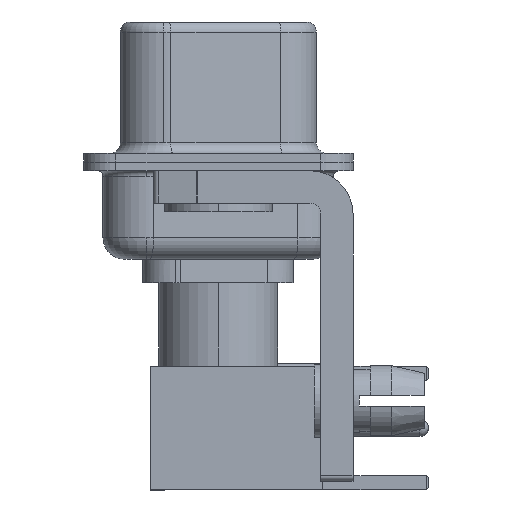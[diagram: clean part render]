
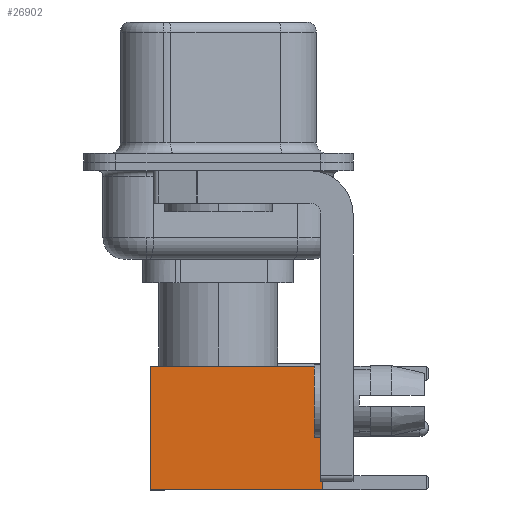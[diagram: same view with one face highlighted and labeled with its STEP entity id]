
A CAD part, left-side view. The second image highlights one B-rep face of the part: STEP entity #26902.
In plain terms, the highlighted face is planar.
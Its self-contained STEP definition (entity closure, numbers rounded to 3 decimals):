
#1566 = EDGE_CURVE ( 'NONE', #24645, #3338, #22154, .T. ) ;
#2953 = ORIENTED_EDGE ( 'NONE', *, *, #25686, .T. ) ;
#3338 = VERTEX_POINT ( 'NONE', #4847 ) ;
#3476 = CARTESIAN_POINT ( 'NONE',  ( 2.875, 2.875, 8. ) ) ;
#4711 = LINE ( 'NONE', #15546, #10207 ) ;
#4845 = FACE_OUTER_BOUND ( 'NONE', #28366, .T. ) ;
#4847 = CARTESIAN_POINT ( 'NONE',  ( -2.875, 2.875, 8. ) ) ;
#7837 = VERTEX_POINT ( 'NONE', #28628 ) ;
#8028 = DIRECTION ( 'NONE',  ( -1., 0., 0. ) ) ;
#8265 = CARTESIAN_POINT ( 'NONE',  ( -2.875, 2.875, 0. ) ) ;
#8390 = VERTEX_POINT ( 'NONE', #8265 ) ;
#9518 = DIRECTION ( 'NONE',  ( 0., 0., 1. ) ) ;
#9585 = DIRECTION ( 'NONE',  ( -1., 0., 0. ) ) ;
#10207 = VECTOR ( 'NONE', #24730, 1000. ) ;
#11762 = DIRECTION ( 'NONE',  ( 0., 1., 0. ) ) ;
#12014 = EDGE_CURVE ( 'NONE', #7837, #8390, #12121, .T. ) ;
#12121 = LINE ( 'NONE', #25691, #24506 ) ;
#14022 = PLANE ( 'NONE',  #19225 ) ;
#15048 = VECTOR ( 'NONE', #8028, 1000. ) ;
#15546 = CARTESIAN_POINT ( 'NONE',  ( 2.875, 2.875, 0. ) ) ;
#15829 = ORIENTED_EDGE ( 'NONE', *, *, #12014, .T. ) ;
#18716 = ORIENTED_EDGE ( 'NONE', *, *, #1566, .F. ) ;
#19225 = AXIS2_PLACEMENT_3D ( 'NONE', #23196, #11762, #9518 ) ;
#19599 = CARTESIAN_POINT ( 'NONE',  ( 0., 2.875, 8. ) ) ;
#19833 = DIRECTION ( 'NONE',  ( 0., 0., -1. ) ) ;
#22098 = CARTESIAN_POINT ( 'NONE',  ( -2.875, 2.875, 0. ) ) ;
#22154 = LINE ( 'NONE', #19599, #15048 ) ;
#23173 = VECTOR ( 'NONE', #19833, 1000. ) ;
#23196 = CARTESIAN_POINT ( 'NONE',  ( 2.875, 2.875, 0. ) ) ;
#24219 = ORIENTED_EDGE ( 'NONE', *, *, #29109, .F. ) ;
#24506 = VECTOR ( 'NONE', #9585, 1000. ) ;
#24645 = VERTEX_POINT ( 'NONE', #3476 ) ;
#24730 = DIRECTION ( 'NONE',  ( 0., 0., -1. ) ) ;
#25686 = EDGE_CURVE ( 'NONE', #24645, #7837, #4711, .T. ) ;
#25691 = CARTESIAN_POINT ( 'NONE',  ( 0., 2.875, 0. ) ) ;
#26902 = ADVANCED_FACE ( 'NONE', ( #4845 ), #14022, .T. ) ;
#26916 = LINE ( 'NONE', #22098, #23173 ) ;
#28366 = EDGE_LOOP ( 'NONE', ( #2953, #15829, #24219, #18716 ) ) ;
#28628 = CARTESIAN_POINT ( 'NONE',  ( 2.875, 2.875, 0. ) ) ;
#29109 = EDGE_CURVE ( 'NONE', #3338, #8390, #26916, .T. ) ;
